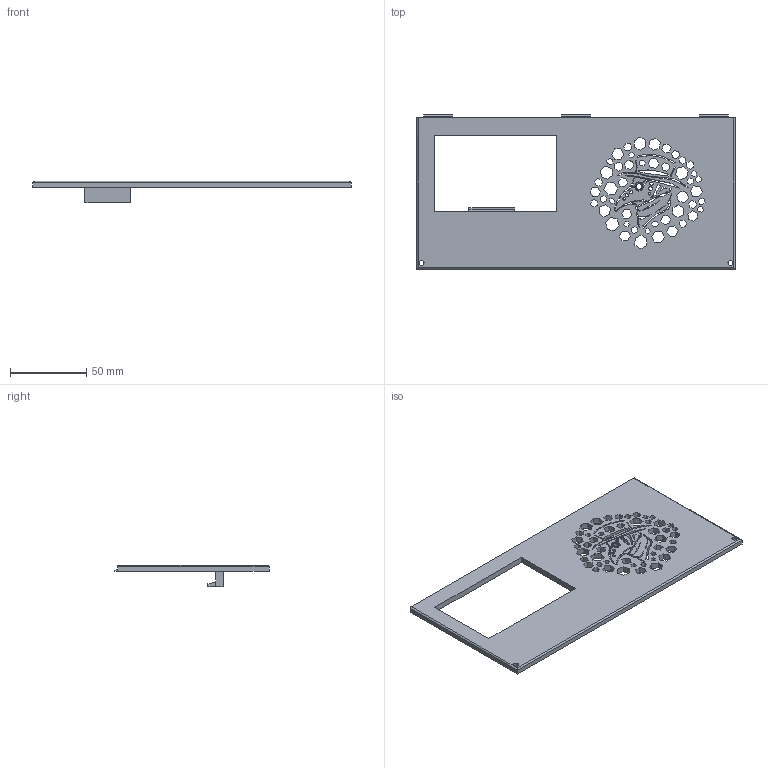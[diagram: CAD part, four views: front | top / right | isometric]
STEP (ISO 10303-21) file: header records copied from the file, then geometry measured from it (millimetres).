
FILE_DESCRIPTION(('FreeCAD Model'),'2;1');
FILE_NAME('Open CASCADE Shape Model','2024-05-04T20:54:14',('Author'),( ''),'Open CASCADE STEP processor 7.6','FreeCAD','Unknown');
FILE_SCHEMA(('AUTOMOTIVE_DESIGN { 1 0 10303 214 1 1 1 1 }'));
Length unit declared in the file: millimetre
Products named in the file (1): Control Box Lid
Bounding box: 208 x 100.75 x 14 mm (x, y, z)
Volume: 61992.8 mm3; surface area: 41076.8 mm2
Topology: 1 solids, 1 shells, 498 faces, 1475 edges, 980 vertices
Faces by surface type: plane 347, extrusion 140, cylinder 11
Full cylindrical faces by diameter (mm): 1.602 x1, 1.64 x1, 1.934 x1, 2.181 x1, 2.233 x1, 2.603 x1, 3.25 x2
Entity records: 24634 total; most frequent: CARTESIAN_POINT 11527, ORIENTED_EDGE 2950, DIRECTION 2073, EDGE_CURVE 1475, VECTOR 1315, LINE 1175, VERTEX_POINT 980, FACE_BOUND 653
